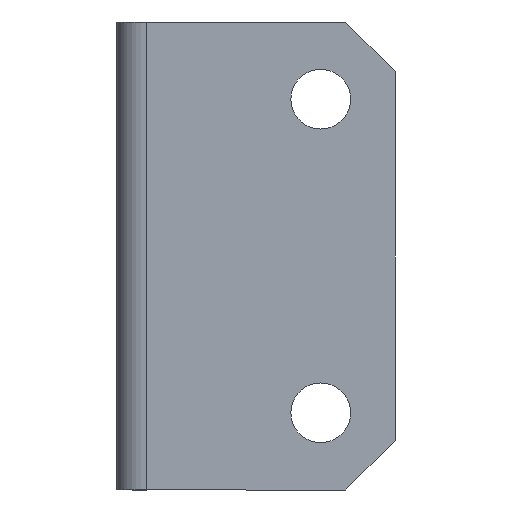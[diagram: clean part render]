
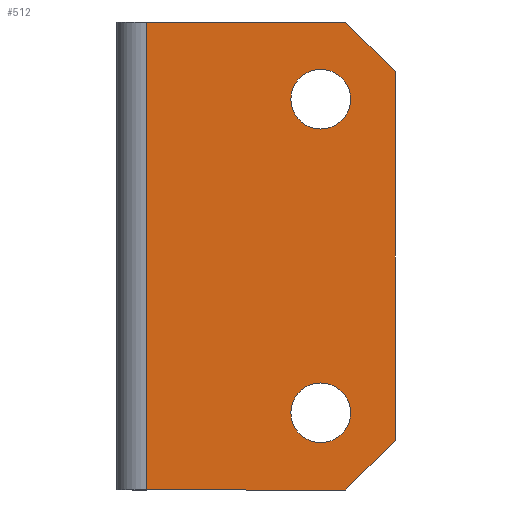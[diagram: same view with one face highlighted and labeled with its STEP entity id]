
A CAD part, front view. The second image highlights one B-rep face of the part: STEP entity #512.
In plain terms, the highlighted planar face has unit normal (0, -1, 0).
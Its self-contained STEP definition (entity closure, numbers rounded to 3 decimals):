
#5 = VERTEX_POINT ( 'NONE', #17 ) ;
#12 = PLANE ( 'NONE',  #827 ) ;
#13 = CARTESIAN_POINT ( 'NONE',  ( 46., 0., 0. ) ) ;
#17 = CARTESIAN_POINT ( 'NONE',  ( 46., 0., 94. ) ) ;
#29 = VERTEX_POINT ( 'NONE', #13 ) ;
#30 = VERTEX_POINT ( 'NONE', #152 ) ;
#40 = VERTEX_POINT ( 'NONE', #136 ) ;
#46 = VERTEX_POINT ( 'NONE', #140 ) ;
#53 = VERTEX_POINT ( 'NONE', #90 ) ;
#55 = VERTEX_POINT ( 'NONE', #78 ) ;
#56 = VERTEX_POINT ( 'NONE', #89 ) ;
#71 = CARTESIAN_POINT ( 'NONE',  ( 56., 0., 84. ) ) ;
#74 = CARTESIAN_POINT ( 'NONE',  ( 6., 0., 94. ) ) ;
#78 = CARTESIAN_POINT ( 'NONE',  ( 6., 0., 0. ) ) ;
#81 = DIRECTION ( 'NONE',  ( 0., 1., 0. ) ) ;
#89 = CARTESIAN_POINT ( 'NONE',  ( 41., 0., 21.5 ) ) ;
#90 = CARTESIAN_POINT ( 'NONE',  ( 56., 0., 10. ) ) ;
#117 = CARTESIAN_POINT ( 'NONE',  ( 0., 0., 94. ) ) ;
#124 = VERTEX_POINT ( 'NONE', #74 ) ;
#136 = CARTESIAN_POINT ( 'NONE',  ( 41., 0., 72.5 ) ) ;
#140 = CARTESIAN_POINT ( 'NONE',  ( 41., 0., 9.5 ) ) ;
#152 = CARTESIAN_POINT ( 'NONE',  ( 41., 0., 84.5 ) ) ;
#160 = VERTEX_POINT ( 'NONE', #71 ) ;
#175 = LINE ( 'NONE', #572, #222 ) ;
#189 = LINE ( 'NONE', #555, #201 ) ;
#200 = CIRCLE ( 'NONE', #832, 6. ) ;
#201 = VECTOR ( 'NONE', #573, 1000. ) ;
#207 = LINE ( 'NONE', #570, #212 ) ;
#211 = CIRCLE ( 'NONE', #825, 6. ) ;
#212 = VECTOR ( 'NONE', #613, 1000. ) ;
#222 = VECTOR ( 'NONE', #615, 1000. ) ;
#226 = CIRCLE ( 'NONE', #786, 6. ) ;
#227 = CIRCLE ( 'NONE', #807, 6. ) ;
#228 = LINE ( 'NONE', #542, #232 ) ;
#232 = VECTOR ( 'NONE', #599, 1000. ) ;
#234 = VECTOR ( 'NONE', #530, 1000. ) ;
#237 = LINE ( 'NONE', #705, #234 ) ;
#274 = EDGE_LOOP ( 'NONE', ( #423, #419, #401, #400, #398, #388 ) ) ;
#283 = FACE_OUTER_BOUND ( 'NONE', #274, .T. ) ;
#288 = FACE_BOUND ( 'NONE', #457, .T. ) ;
#293 = FACE_BOUND ( 'NONE', #483, .T. ) ;
#320 = LINE ( 'NONE', #600, #321 ) ;
#321 = VECTOR ( 'NONE', #523, 1000. ) ;
#347 = ORIENTED_EDGE ( 'NONE', *, *, #823, .T. ) ;
#348 = ORIENTED_EDGE ( 'NONE', *, *, #787, .T. ) ;
#388 = ORIENTED_EDGE ( 'NONE', *, *, #753, .T. ) ;
#398 = ORIENTED_EDGE ( 'NONE', *, *, #820, .F. ) ;
#400 = ORIENTED_EDGE ( 'NONE', *, *, #754, .T. ) ;
#401 = ORIENTED_EDGE ( 'NONE', *, *, #756, .T. ) ;
#419 = ORIENTED_EDGE ( 'NONE', *, *, #729, .T. ) ;
#423 = ORIENTED_EDGE ( 'NONE', *, *, #792, .F. ) ;
#424 = ORIENTED_EDGE ( 'NONE', *, *, #741, .T. ) ;
#425 = ORIENTED_EDGE ( 'NONE', *, *, #750, .T. ) ;
#457 = EDGE_LOOP ( 'NONE', ( #347, #348 ) ) ;
#483 = EDGE_LOOP ( 'NONE', ( #425, #424 ) ) ;
#512 = ADVANCED_FACE ( 'NONE', ( #288, #293, #283 ), #12, .F. ) ;
#523 = DIRECTION ( 'NONE',  ( 0., 0., -1. ) ) ;
#524 = DIRECTION ( 'NONE',  ( 0., 1., 0. ) ) ;
#530 = DIRECTION ( 'NONE',  ( 0.707, 0., 0.707 ) ) ;
#534 = CARTESIAN_POINT ( 'NONE',  ( 41., 0., 78.5 ) ) ;
#542 = CARTESIAN_POINT ( 'NONE',  ( 0., 0., 0. ) ) ;
#555 = CARTESIAN_POINT ( 'NONE',  ( 56., 0., 94. ) ) ;
#570 = CARTESIAN_POINT ( 'NONE',  ( 0., 0., 94. ) ) ;
#572 = CARTESIAN_POINT ( 'NONE',  ( 46., 0., 94. ) ) ;
#573 = DIRECTION ( 'NONE',  ( 0., 0., -1. ) ) ;
#595 = DIRECTION ( 'NONE',  ( 0., 1., 0. ) ) ;
#598 = DIRECTION ( 'NONE',  ( 0., 0., 1. ) ) ;
#599 = DIRECTION ( 'NONE',  ( 1., 0., 0. ) ) ;
#600 = CARTESIAN_POINT ( 'NONE',  ( 6., 0., 94. ) ) ;
#602 = CARTESIAN_POINT ( 'NONE',  ( 41., 0., 15.5 ) ) ;
#607 = DIRECTION ( 'NONE',  ( 0., 0., 1. ) ) ;
#613 = DIRECTION ( 'NONE',  ( 1., 0., 0. ) ) ;
#615 = DIRECTION ( 'NONE',  ( -0.707, 0., 0.707 ) ) ;
#634 = DIRECTION ( 'NONE',  ( 0., 0., 1. ) ) ;
#641 = CARTESIAN_POINT ( 'NONE',  ( 41., 0., 15.5 ) ) ;
#645 = DIRECTION ( 'NONE',  ( 0., 0., 1. ) ) ;
#676 = DIRECTION ( 'NONE',  ( 0., 1., 0. ) ) ;
#693 = CARTESIAN_POINT ( 'NONE',  ( 41., 0., 78.5 ) ) ;
#698 = DIRECTION ( 'NONE',  ( 0., 1., 0. ) ) ;
#699 = DIRECTION ( 'NONE',  ( 0., 0., 1. ) ) ;
#705 = CARTESIAN_POINT ( 'NONE',  ( 56., 0., 10. ) ) ;
#729 = EDGE_CURVE ( 'NONE', #124, #55, #320, .T. ) ;
#741 = EDGE_CURVE ( 'NONE', #46, #56, #226, .T. ) ;
#750 = EDGE_CURVE ( 'NONE', #56, #46, #227, .T. ) ;
#753 = EDGE_CURVE ( 'NONE', #160, #5, #175, .T. ) ;
#754 = EDGE_CURVE ( 'NONE', #29, #53, #237, .T. ) ;
#756 = EDGE_CURVE ( 'NONE', #55, #29, #228, .T. ) ;
#786 = AXIS2_PLACEMENT_3D ( 'NONE', #641, #524, #699 ) ;
#787 = EDGE_CURVE ( 'NONE', #40, #30, #211, .T. ) ;
#792 = EDGE_CURVE ( 'NONE', #124, #5, #207, .T. ) ;
#807 = AXIS2_PLACEMENT_3D ( 'NONE', #602, #676, #598 ) ;
#820 = EDGE_CURVE ( 'NONE', #160, #53, #189, .T. ) ;
#823 = EDGE_CURVE ( 'NONE', #30, #40, #200, .T. ) ;
#825 = AXIS2_PLACEMENT_3D ( 'NONE', #693, #698, #607 ) ;
#827 = AXIS2_PLACEMENT_3D ( 'NONE', #117, #81, #634 ) ;
#832 = AXIS2_PLACEMENT_3D ( 'NONE', #534, #595, #645 ) ;
